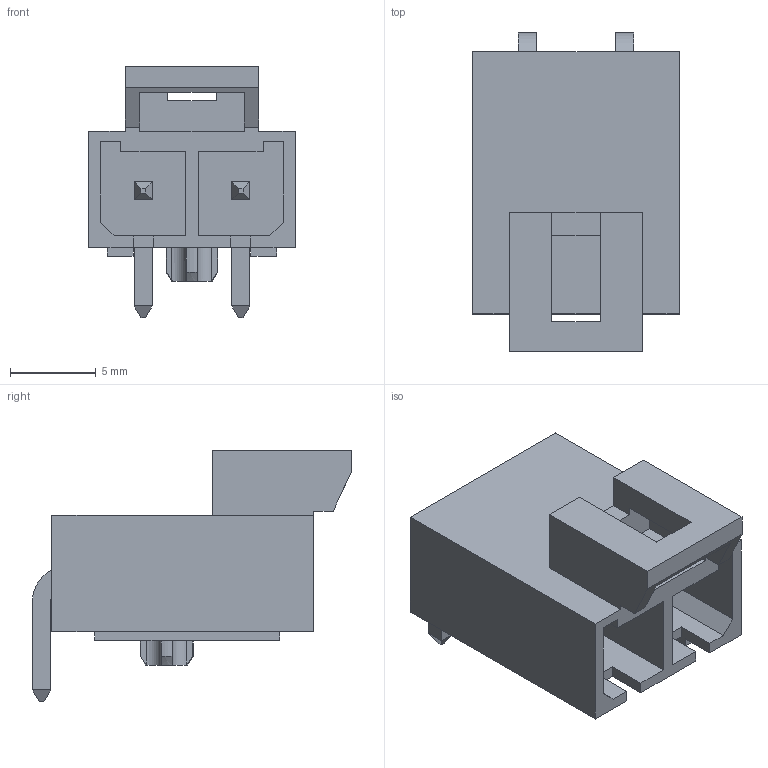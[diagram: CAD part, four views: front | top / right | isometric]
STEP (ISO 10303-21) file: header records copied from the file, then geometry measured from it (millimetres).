
FILE_DESCRIPTION(/* description */ ('STEP AP242'),/* implementation_level */ '2;1');
FILE_NAME(/* name */ 'METUPowerLab_Connectors_PowerConnectors_2002411212_.step',/* time_stamp */ '2025-05-20T23:20:16+03:00',/* author */ (''),/* organization */ (''),/* preprocessor_version */ 'ST-DEVELOPER v20.1',/* originating_system */ 'Autodesk Translation Framework v14.4.0.0',/* authorisation */ '');
FILE_SCHEMA (('AUTOMOTIVE_DESIGN { 1 0 10303 214 3 1 1 }'));
Length unit declared in the file: millimetre
Products named in the file (1): 2002411212
Bounding box: 12.05 x 18.64 x 14.7 mm (x, y, z)
Volume: 868.2 mm3; surface area: 1579.9 mm2
Topology: 1 solids, 1 shells, 115 faces, 311 edges, 202 vertices
Faces by surface type: plane 99, cylinder 12, cone 4
Entity records: 3630 total; most frequent: CARTESIAN_POINT 645, ORIENTED_EDGE 622, DIRECTION 567, EDGE_CURVE 311, LINE 271, VECTOR 271, VERTEX_POINT 202, AXIS2_PLACEMENT_3D 148
